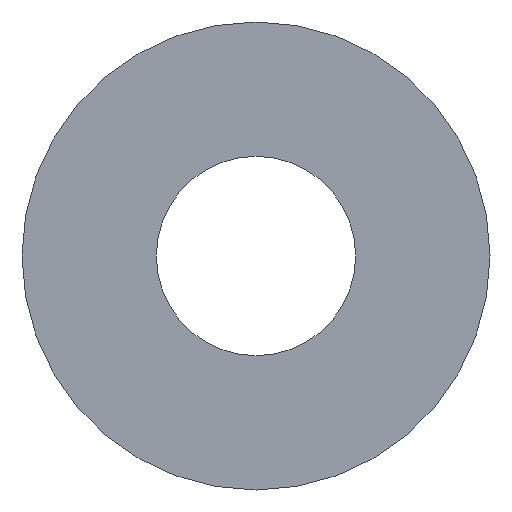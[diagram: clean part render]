
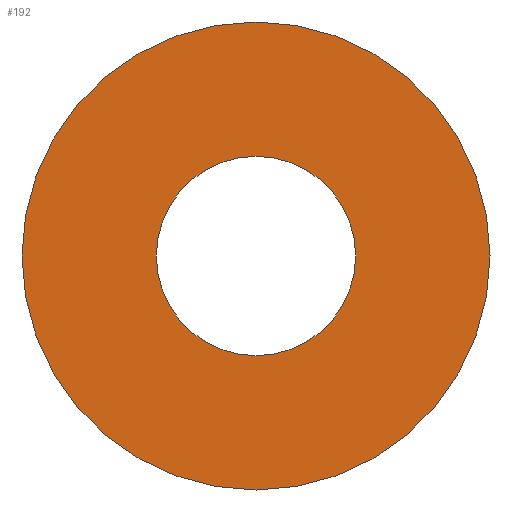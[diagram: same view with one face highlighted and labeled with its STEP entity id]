
A CAD part, front view. The second image highlights one B-rep face of the part: STEP entity #192.
In plain terms, the highlighted planar face has unit normal (0, -1, 0).
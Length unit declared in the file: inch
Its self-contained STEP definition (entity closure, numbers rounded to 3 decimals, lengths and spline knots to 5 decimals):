
#23 = EDGE_CURVE ( 'NONE', #248, #190, #132, .T. ) ;
#29 = AXIS2_PLACEMENT_3D ( 'NONE', #188, #73, #210 ) ;
#31 = AXIS2_PLACEMENT_3D ( 'NONE', #249, #243, #233 ) ;
#33 = FACE_OUTER_BOUND ( 'NONE', #126, .T. ) ;
#42 = AXIS2_PLACEMENT_3D ( 'NONE', #244, #135, #109 ) ;
#48 = AXIS2_PLACEMENT_3D ( 'NONE', #153, #151, #145 ) ;
#63 = EDGE_CURVE ( 'NONE', #190, #248, #116, .T. ) ;
#73 = DIRECTION ( 'NONE',  ( 0., 1., 0. ) ) ;
#74 = FACE_BOUND ( 'NONE', #148, .T. ) ;
#84 = CIRCLE ( 'NONE', #31, 0.05325 ) ;
#85 = EDGE_CURVE ( 'NONE', #189, #150, #84, .T. ) ;
#88 = CIRCLE ( 'NONE', #183, 0.05325 ) ;
#90 = EDGE_CURVE ( 'NONE', #150, #189, #88, .T. ) ;
#109 = DIRECTION ( 'NONE',  ( 0., 0., 1. ) ) ;
#116 = CIRCLE ( 'NONE', #29, 0.125 ) ;
#126 = EDGE_LOOP ( 'NONE', ( #238, #194 ) ) ;
#127 = CARTESIAN_POINT ( 'NONE',  ( 0., 0., -0.125 ) ) ;
#132 = CIRCLE ( 'NONE', #42, 0.125 ) ;
#135 = DIRECTION ( 'NONE',  ( 0., 1., 0. ) ) ;
#145 = DIRECTION ( 'NONE',  ( 0., 0., 1. ) ) ;
#148 = EDGE_LOOP ( 'NONE', ( #218, #180 ) ) ;
#150 = VERTEX_POINT ( 'NONE', #207 ) ;
#151 = DIRECTION ( 'NONE',  ( 0., 1., 0. ) ) ;
#153 = CARTESIAN_POINT ( 'NONE',  ( 0., 0., 0. ) ) ;
#161 = CARTESIAN_POINT ( 'NONE',  ( 0., 0., 0.125 ) ) ;
#168 = CARTESIAN_POINT ( 'NONE',  ( 0., 0., -0.05325 ) ) ;
#175 = PLANE ( 'NONE',  #48 ) ;
#180 = ORIENTED_EDGE ( 'NONE', *, *, #85, .T. ) ;
#183 = AXIS2_PLACEMENT_3D ( 'NONE', #230, #229, #228 ) ;
#188 = CARTESIAN_POINT ( 'NONE',  ( 0., 0., 0. ) ) ;
#189 = VERTEX_POINT ( 'NONE', #168 ) ;
#190 = VERTEX_POINT ( 'NONE', #161 ) ;
#192 = ADVANCED_FACE ( 'NONE', ( #74, #33 ), #175, .F. ) ;
#194 = ORIENTED_EDGE ( 'NONE', *, *, #63, .F. ) ;
#207 = CARTESIAN_POINT ( 'NONE',  ( 0., 0., 0.05325 ) ) ;
#210 = DIRECTION ( 'NONE',  ( 0., 0., 1. ) ) ;
#218 = ORIENTED_EDGE ( 'NONE', *, *, #90, .T. ) ;
#228 = DIRECTION ( 'NONE',  ( 0., 0., 1. ) ) ;
#229 = DIRECTION ( 'NONE',  ( 0., 1., 0. ) ) ;
#230 = CARTESIAN_POINT ( 'NONE',  ( 0., 0., 0. ) ) ;
#233 = DIRECTION ( 'NONE',  ( 0., 0., 1. ) ) ;
#238 = ORIENTED_EDGE ( 'NONE', *, *, #23, .F. ) ;
#243 = DIRECTION ( 'NONE',  ( 0., 1., 0. ) ) ;
#244 = CARTESIAN_POINT ( 'NONE',  ( 0., 0., 0. ) ) ;
#248 = VERTEX_POINT ( 'NONE', #127 ) ;
#249 = CARTESIAN_POINT ( 'NONE',  ( 0., 0., 0. ) ) ;
